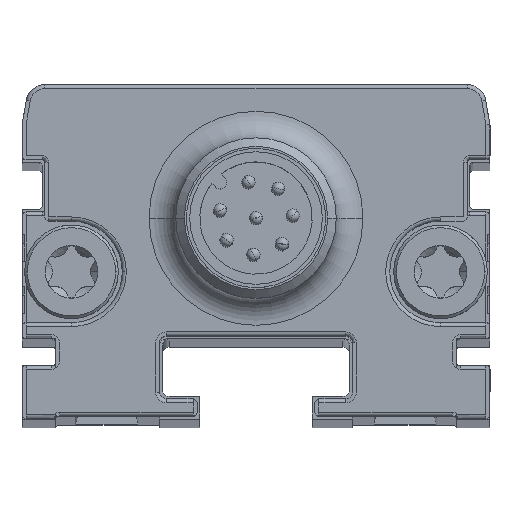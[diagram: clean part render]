
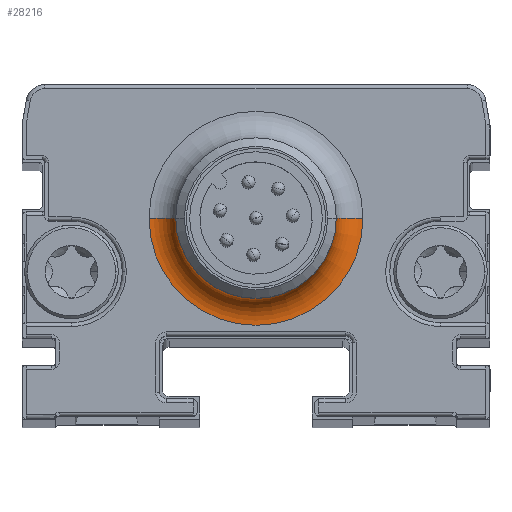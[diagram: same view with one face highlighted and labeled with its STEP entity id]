
A CAD part, top view. The second image highlights one B-rep face of the part: STEP entity #28216.
In plain terms, the highlighted toroidal (fillet/blend) face has major radius 8 mm and minor radius 2 mm.
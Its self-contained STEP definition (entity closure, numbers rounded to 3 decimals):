
#225 = EDGE_CURVE ( 'NONE', #25485, #15874, #27409, .T. ) ;
#1559 = DIRECTION ( 'NONE',  ( 0., 0., 1. ) ) ;
#2732 = CARTESIAN_POINT ( 'NONE',  ( 6., 15., 11.8 ) ) ;
#5477 = DIRECTION ( 'NONE',  ( 1., 0., 0. ) ) ;
#5517 = CARTESIAN_POINT ( 'NONE',  ( 0., 15., 11.8 ) ) ;
#6744 = DIRECTION ( 'NONE',  ( 0., -1., 0. ) ) ;
#6773 = DIRECTION ( 'NONE',  ( 1., 0., 0. ) ) ;
#8438 = ORIENTED_EDGE ( 'NONE', *, *, #10040, .F. ) ;
#8477 = ORIENTED_EDGE ( 'NONE', *, *, #19263, .F. ) ;
#8743 = CARTESIAN_POINT ( 'NONE',  ( 8., 15., 9.8 ) ) ;
#10040 = EDGE_CURVE ( 'NONE', #26369, #25485, #21836, .T. ) ;
#11269 = TOROIDAL_SURFACE ( 'NONE', #15070, 8., 2. ) ;
#11572 = EDGE_CURVE ( 'NONE', #11910, #15874, #22804, .T. ) ;
#11910 = VERTEX_POINT ( 'NONE', #14335 ) ;
#12114 = ORIENTED_EDGE ( 'NONE', *, *, #225, .F. ) ;
#12142 = EDGE_LOOP ( 'NONE', ( #8477, #27824, #12114, #8438 ) ) ;
#13634 = FACE_OUTER_BOUND ( 'NONE', #12142, .T. ) ;
#13651 = DIRECTION ( 'NONE',  ( 0., 0., -1. ) ) ;
#14335 = CARTESIAN_POINT ( 'NONE',  ( -6., 15., 11.8 ) ) ;
#14762 = DIRECTION ( 'NONE',  ( 1., 0., 0. ) ) ;
#15070 = AXIS2_PLACEMENT_3D ( 'NONE', #19270, #28167, #14762 ) ;
#15874 = VERTEX_POINT ( 'NONE', #18461 ) ;
#16791 = CARTESIAN_POINT ( 'NONE',  ( 0., 15., 9.8 ) ) ;
#18402 = DIRECTION ( 'NONE',  ( 0., 0., -1. ) ) ;
#18461 = CARTESIAN_POINT ( 'NONE',  ( -8., 15., 9.8 ) ) ;
#19217 = AXIS2_PLACEMENT_3D ( 'NONE', #16791, #18402, #6773 ) ;
#19263 = EDGE_CURVE ( 'NONE', #11910, #26369, #29216, .T. ) ;
#19270 = CARTESIAN_POINT ( 'NONE',  ( 0., 15., 11.8 ) ) ;
#19510 = AXIS2_PLACEMENT_3D ( 'NONE', #5517, #1559, #5477 ) ;
#20708 = AXIS2_PLACEMENT_3D ( 'NONE', #26573, #23484, #21992 ) ;
#21836 = CIRCLE ( 'NONE', #22738, 2. ) ;
#21992 = DIRECTION ( 'NONE',  ( -1., 0., 0. ) ) ;
#22127 = CARTESIAN_POINT ( 'NONE',  ( 8., 15., 11.8 ) ) ;
#22738 = AXIS2_PLACEMENT_3D ( 'NONE', #22127, #6744, #13651 ) ;
#22804 = CIRCLE ( 'NONE', #20708, 2. ) ;
#23484 = DIRECTION ( 'NONE',  ( 0., 1., 0. ) ) ;
#25485 = VERTEX_POINT ( 'NONE', #8743 ) ;
#26369 = VERTEX_POINT ( 'NONE', #2732 ) ;
#26573 = CARTESIAN_POINT ( 'NONE',  ( -8., 15., 11.8 ) ) ;
#27409 = CIRCLE ( 'NONE', #19217, 8. ) ;
#27824 = ORIENTED_EDGE ( 'NONE', *, *, #11572, .T. ) ;
#28167 = DIRECTION ( 'NONE',  ( 0., 0., 1. ) ) ;
#28216 = ADVANCED_FACE ( 'NONE', ( #13634 ), #11269, .F. ) ;
#29216 = CIRCLE ( 'NONE', #19510, 6. ) ;
